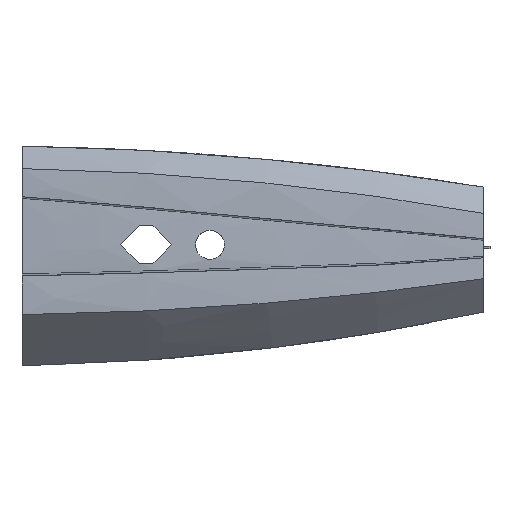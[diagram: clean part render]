
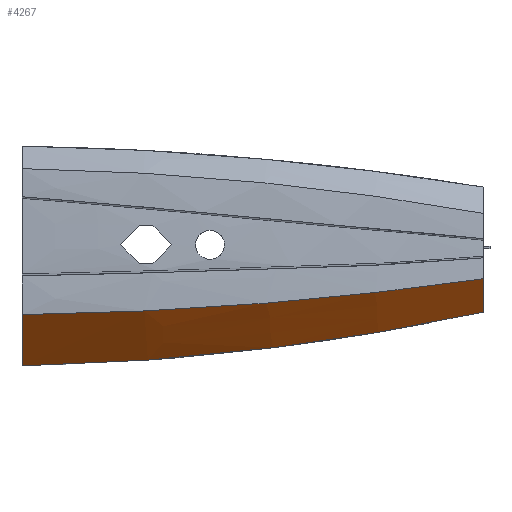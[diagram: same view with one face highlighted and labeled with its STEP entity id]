
A CAD part, left-side view. The second image highlights one B-rep face of the part: STEP entity #4267.
In plain terms, the highlighted free-form (B-spline) face has degree [3, 3] with [4, 6] control points.
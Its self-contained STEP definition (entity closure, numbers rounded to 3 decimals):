
#104=B_SPLINE_SURFACE_WITH_KNOTS('',3,3,((#11055,#11056,#11057,#11058,#11059,
#11060),(#11061,#11062,#11063,#11064,#11065,#11066),(#11067,#11068,#11069,
#11070,#11071,#11072),(#11073,#11074,#11075,#11076,#11077,#11078)),
 .UNSPECIFIED.,.F.,.F.,.F.,(4,4),(4,2,4),(0.,1.),(0.593,0.618,
0.942),.UNSPECIFIED.);
#386=B_SPLINE_CURVE_WITH_KNOTS('',3,(#7648,#7649,#7650,#7651,#7652,#7653),
 .UNSPECIFIED.,.F.,.F.,(4,2,4),(-2.182,-1.091,0.),
 .UNSPECIFIED.);
#516=B_SPLINE_CURVE_WITH_KNOTS('',3,(#9690,#9691,#9692,#9693,#9694,#9695),
 .UNSPECIFIED.,.F.,.F.,(4,2,4),(-1.411,-0.706,0.),
 .UNSPECIFIED.);
#550=B_SPLINE_CURVE_WITH_KNOTS('',3,(#11049,#11050,#11051,#11052,#11053,
#11054),.UNSPECIFIED.,.F.,.F.,(4,2,4),(0.593,0.618,
0.942),.UNSPECIFIED.);
#551=B_SPLINE_CURVE_WITH_KNOTS('',3,(#11079,#11080,#11081,#11082,#11083,
#11084),.UNSPECIFIED.,.F.,.F.,(4,2,4),(0.593,0.618,
0.942),.UNSPECIFIED.);
#758=FACE_OUTER_BOUND('',#993,.T.);
#993=EDGE_LOOP('',(#3779,#3780,#3781,#3782));
#1766=VERTEX_POINT('',#7640);
#1767=VERTEX_POINT('',#7647);
#1918=VERTEX_POINT('',#9684);
#1919=VERTEX_POINT('',#9689);
#2312=EDGE_CURVE('',#1766,#1767,#386,.T.);
#2538=EDGE_CURVE('',#1919,#1918,#516,.T.);
#2572=EDGE_CURVE('',#1767,#1918,#550,.T.);
#2573=EDGE_CURVE('',#1766,#1919,#551,.T.);
#3779=ORIENTED_EDGE('',*,*,#2538,.T.);
#3780=ORIENTED_EDGE('',*,*,#2572,.F.);
#3781=ORIENTED_EDGE('',*,*,#2312,.F.);
#3782=ORIENTED_EDGE('',*,*,#2573,.T.);
#4267=ADVANCED_FACE('',(#758),#104,.F.);
#7640=CARTESIAN_POINT('',(-25.319,30.,-35.248));
#7647=CARTESIAN_POINT('',(-40.912,30.,-19.98));
#7648=CARTESIAN_POINT('Ctrl Pts',(-25.319,30.,-35.248));
#7649=CARTESIAN_POINT('Ctrl Pts',(-27.918,30.,-32.704));
#7650=CARTESIAN_POINT('Ctrl Pts',(-30.517,30.,-30.159));
#7651=CARTESIAN_POINT('Ctrl Pts',(-35.714,30.,-25.069));
#7652=CARTESIAN_POINT('Ctrl Pts',(-38.313,30.,-22.524));
#7653=CARTESIAN_POINT('Ctrl Pts',(-40.912,30.,-19.98));
#9684=CARTESIAN_POINT('',(-20.633,-107.4,-9.293));
#9689=CARTESIAN_POINT('',(-10.613,-107.4,-19.233));
#9690=CARTESIAN_POINT('Ctrl Pts',(-10.613,-107.4,-19.233));
#9691=CARTESIAN_POINT('Ctrl Pts',(-12.283,-107.4,-17.576));
#9692=CARTESIAN_POINT('Ctrl Pts',(-13.953,-107.4,-15.92));
#9693=CARTESIAN_POINT('Ctrl Pts',(-17.293,-107.4,-12.606));
#9694=CARTESIAN_POINT('Ctrl Pts',(-18.963,-107.4,-10.95));
#9695=CARTESIAN_POINT('Ctrl Pts',(-20.633,-107.4,-9.293));
#11049=CARTESIAN_POINT('Ctrl Pts',(-40.912,30.,-19.98));
#11050=CARTESIAN_POINT('Ctrl Pts',(-40.856,26.662,-19.948));
#11051=CARTESIAN_POINT('Ctrl Pts',(-40.762,23.328,-19.897));
#11052=CARTESIAN_POINT('Ctrl Pts',(-38.757,-22.869,
-18.841));
#11053=CARTESIAN_POINT('Ctrl Pts',(-32.096,-65.336,-15.332));
#11054=CARTESIAN_POINT('Ctrl Pts',(-20.633,-107.4,-9.293));
#11055=CARTESIAN_POINT('Ctrl Pts',(-25.319,30.,-35.248));
#11056=CARTESIAN_POINT('Ctrl Pts',(-25.285,26.662,-35.195));
#11057=CARTESIAN_POINT('Ctrl Pts',(-25.222,23.328,-35.114));
#11058=CARTESIAN_POINT('Ctrl Pts',(-23.768,-22.869,
-33.533));
#11059=CARTESIAN_POINT('Ctrl Pts',(-18.933,-65.336,
-28.277));
#11060=CARTESIAN_POINT('Ctrl Pts',(-10.613,-107.4,-19.233));
#11061=CARTESIAN_POINT('Ctrl Pts',(-30.517,30.,-30.159));
#11062=CARTESIAN_POINT('Ctrl Pts',(-30.475,26.662,-30.112));
#11063=CARTESIAN_POINT('Ctrl Pts',(-30.402,23.328,-30.042));
#11064=CARTESIAN_POINT('Ctrl Pts',(-28.764,-22.869,
-28.635));
#11065=CARTESIAN_POINT('Ctrl Pts',(-23.321,-65.336,
-23.962));
#11066=CARTESIAN_POINT('Ctrl Pts',(-13.953,-107.4,-15.92));
#11067=CARTESIAN_POINT('Ctrl Pts',(-35.714,30.,-25.069));
#11068=CARTESIAN_POINT('Ctrl Pts',(-35.665,26.662,-25.03));
#11069=CARTESIAN_POINT('Ctrl Pts',(-35.582,23.328,-24.969));
#11070=CARTESIAN_POINT('Ctrl Pts',(-33.761,-22.869,
-23.738));
#11071=CARTESIAN_POINT('Ctrl Pts',(-27.708,-65.336,-19.647));
#11072=CARTESIAN_POINT('Ctrl Pts',(-17.293,-107.4,-12.606));
#11073=CARTESIAN_POINT('Ctrl Pts',(-40.912,30.,-19.98));
#11074=CARTESIAN_POINT('Ctrl Pts',(-40.856,26.662,-19.948));
#11075=CARTESIAN_POINT('Ctrl Pts',(-40.762,23.328,-19.897));
#11076=CARTESIAN_POINT('Ctrl Pts',(-38.757,-22.869,
-18.841));
#11077=CARTESIAN_POINT('Ctrl Pts',(-32.096,-65.336,
-15.332));
#11078=CARTESIAN_POINT('Ctrl Pts',(-20.633,-107.4,-9.293));
#11079=CARTESIAN_POINT('Ctrl Pts',(-25.319,30.,-35.248));
#11080=CARTESIAN_POINT('Ctrl Pts',(-25.285,26.662,-35.195));
#11081=CARTESIAN_POINT('Ctrl Pts',(-25.222,23.328,-35.114));
#11082=CARTESIAN_POINT('Ctrl Pts',(-23.768,-22.869,
-33.533));
#11083=CARTESIAN_POINT('Ctrl Pts',(-18.933,-65.336,
-28.277));
#11084=CARTESIAN_POINT('Ctrl Pts',(-10.613,-107.4,-19.233));
